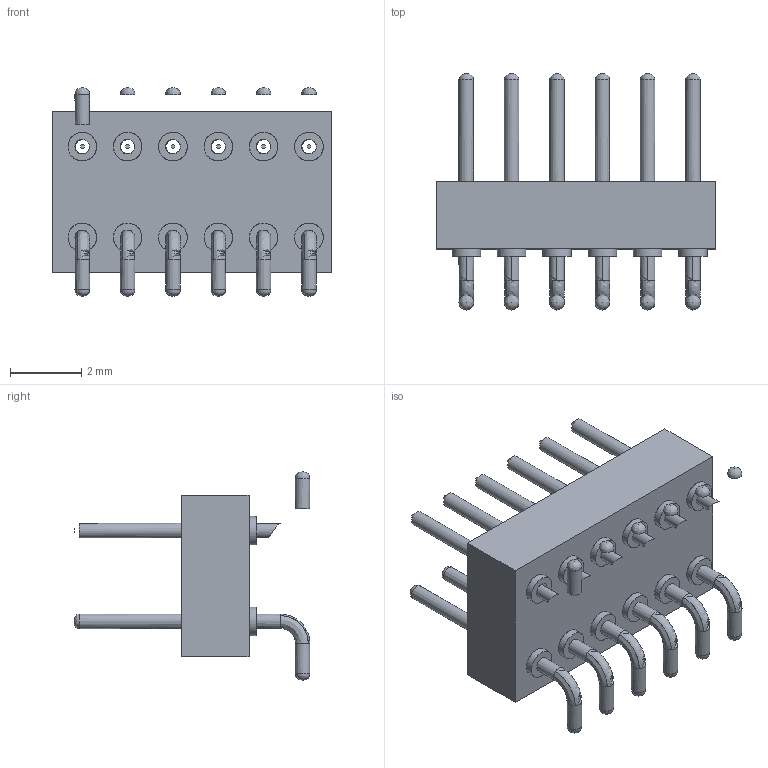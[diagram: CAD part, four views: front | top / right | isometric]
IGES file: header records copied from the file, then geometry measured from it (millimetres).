
Start section: ZWSOFT
Global section: file name: 3515-193XXMXX103X1.igs; native system: ZW3D; preprocessor: 1.0; author: ZW3D; organization: ZWSOFT; date: 231013.144841; units: millimetre
Bounding box: 7.83 x 6.61 x 5.84 mm (x, y, z)
Surface area: 222.6 mm2 (no closed solid volume)
Topology: 0 solids, 0 shells, 174 faces, 1625 edges, 1518 vertices
Faces by surface type: bspline 174
